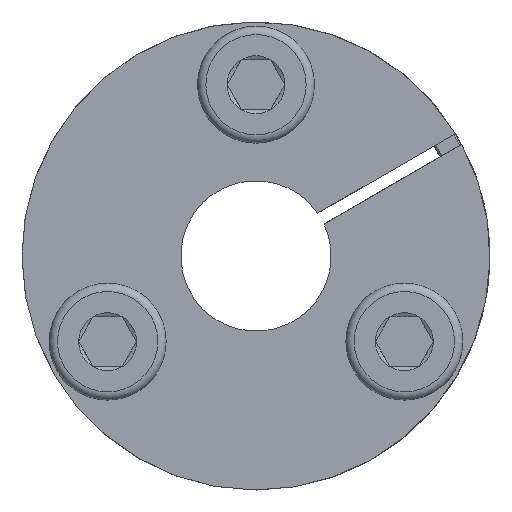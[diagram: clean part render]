
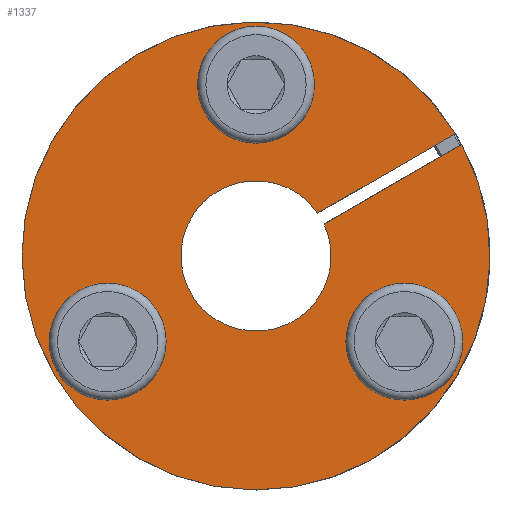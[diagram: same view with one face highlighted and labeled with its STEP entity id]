
A CAD part, front view. The second image highlights one B-rep face of the part: STEP entity #1337.
In plain terms, the highlighted planar face has unit normal (0, -1, 0).
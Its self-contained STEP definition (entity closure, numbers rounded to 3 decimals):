
#182=PLANE('',#1455);
#276=CIRCLE('',#1422,4.5);
#289=CIRCLE('',#1445,2.);
#290=CIRCLE('',#1447,14.);
#295=CIRCLE('',#1456,2.);
#296=CIRCLE('',#1457,2.);
#352=VERTEX_POINT('',#1973);
#354=VERTEX_POINT('',#1977);
#363=VERTEX_POINT('',#2005);
#377=VERTEX_POINT('',#2063);
#379=VERTEX_POINT('',#2074);
#383=VERTEX_POINT('',#2089);
#384=VERTEX_POINT('',#2091);
#460=VECTOR('',#1625,1.);
#473=VECTOR('',#1653,1.);
#514=LINE('',#2004,#460);
#527=LINE('',#2064,#473);
#567=EDGE_CURVE('',#354,#352,#276,.T.);
#576=EDGE_CURVE('',#363,#352,#514,.T.);
#599=EDGE_CURVE('',#354,#377,#527,.T.);
#604=EDGE_CURVE('',#379,#379,#289,.T.);
#605=EDGE_CURVE('',#377,#363,#290,.T.);
#610=EDGE_CURVE('',#383,#383,#295,.T.);
#611=EDGE_CURVE('',#384,#384,#296,.T.);
#797=ORIENTED_EDGE('',*,*,#610,.T.);
#798=ORIENTED_EDGE('',*,*,#611,.T.);
#799=ORIENTED_EDGE('',*,*,#604,.T.);
#800=ORIENTED_EDGE('',*,*,#599,.T.);
#801=ORIENTED_EDGE('',*,*,#605,.T.);
#802=ORIENTED_EDGE('',*,*,#576,.T.);
#803=ORIENTED_EDGE('',*,*,#567,.F.);
#1053=EDGE_LOOP('',(#797));
#1054=EDGE_LOOP('',(#798));
#1055=EDGE_LOOP('',(#799));
#1056=EDGE_LOOP('',(#800,#801,#802,#803));
#1198=FACE_BOUND('',#1053,.T.);
#1199=FACE_BOUND('',#1054,.T.);
#1200=FACE_BOUND('',#1055,.T.);
#1201=FACE_BOUND('',#1056,.T.);
#1337=ADVANCED_FACE('',(#1198,#1199,#1200,#1201),#182,.F.);
#1422=AXIS2_PLACEMENT_3D('',#1978,#1608,#1609);
#1445=AXIS2_PLACEMENT_3D('',#2073,#1667,#1668);
#1447=AXIS2_PLACEMENT_3D('',#2076,#1671,#1672);
#1455=AXIS2_PLACEMENT_3D('',#2087,#1685,$);
#1456=AXIS2_PLACEMENT_3D('',#2088,#1686,#1687);
#1457=AXIS2_PLACEMENT_3D('',#2090,#1688,#1689);
#1608=DIRECTION('',(0.,-1.,0.));
#1609=DIRECTION('',(0.,0.,-4.5));
#1625=DIRECTION('',(-0.866,0.,-0.5));
#1653=DIRECTION('',(0.866,0.,0.5));
#1667=DIRECTION('',(0.,1.,0.));
#1668=DIRECTION('',(-1.,0.,1.732));
#1671=DIRECTION('',(0.,-1.,0.));
#1672=DIRECTION('',(0.,0.,-14.));
#1685=DIRECTION('',(0.,1.,0.));
#1686=DIRECTION('',(0.,1.,0.));
#1687=DIRECTION('',(2.,0.,0.));
#1688=DIRECTION('',(0.,1.,0.));
#1689=DIRECTION('',(-1.,0.,-1.732));
#1973=CARTESIAN_POINT('',(4.071,0.,1.917));
#1977=CARTESIAN_POINT('',(3.696,0.,2.567));
#1978=CARTESIAN_POINT('',(0.,0.,0.));
#2004=CARTESIAN_POINT('',(12.312,0.,6.675));
#2005=CARTESIAN_POINT('',(12.308,0.,6.673));
#2063=CARTESIAN_POINT('',(11.933,0.,7.322));
#2064=CARTESIAN_POINT('',(3.696,0.,2.567));
#2073=CARTESIAN_POINT('',(-8.877,0.,-5.125));
#2074=CARTESIAN_POINT('',(-9.877,0.,-3.393));
#2076=CARTESIAN_POINT('',(0.,0.,0.));
#2087=CARTESIAN_POINT('',(0.,0.,
14.));
#2088=CARTESIAN_POINT('',(0.,0.,10.25));
#2089=CARTESIAN_POINT('',(2.,0.,10.25));
#2090=CARTESIAN_POINT('',(8.877,0.,-5.125));
#2091=CARTESIAN_POINT('',(7.877,0.,-6.857));
